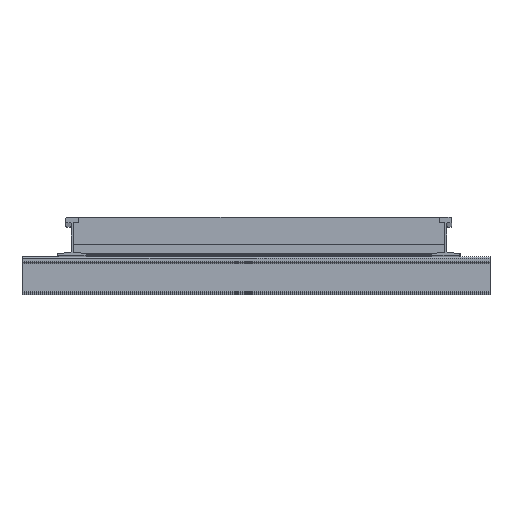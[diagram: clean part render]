
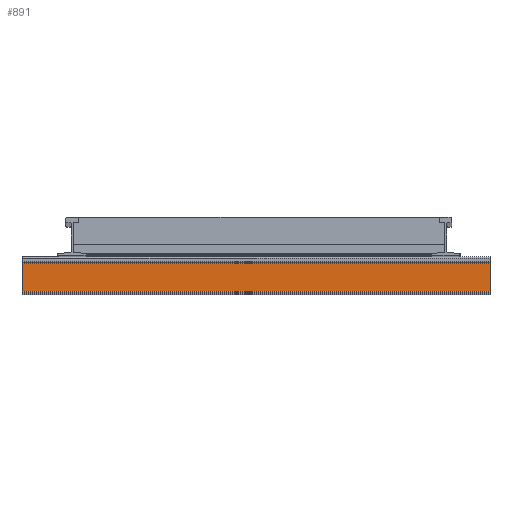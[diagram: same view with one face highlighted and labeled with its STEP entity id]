
A CAD part, top view. The second image highlights one B-rep face of the part: STEP entity #891.
In plain terms, the highlighted face is planar.
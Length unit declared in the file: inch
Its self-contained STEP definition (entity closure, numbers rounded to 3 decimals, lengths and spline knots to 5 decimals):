
#75 = DIRECTION ( 'NONE',  ( -1., 0., 0. ) ) ;
#108 = PLANE ( 'NONE',  #633 ) ;
#293 = ORIENTED_EDGE ( 'NONE', *, *, #3116, .F. ) ;
#372 = VECTOR ( 'NONE', #873, 39.37008 ) ;
#430 = CARTESIAN_POINT ( 'NONE',  ( -0.1875, 5.35, 0. ) ) ;
#486 = VERTEX_POINT ( 'NONE', #2275 ) ;
#633 = AXIS2_PLACEMENT_3D ( 'NONE', #3314, #75, #878 ) ;
#644 = EDGE_LOOP ( 'NONE', ( #2229, #1157, #293, #1271 ) ) ;
#695 = LINE ( 'NONE', #2568, #2710 ) ;
#742 = VERTEX_POINT ( 'NONE', #1364 ) ;
#785 = CARTESIAN_POINT ( 'NONE',  ( -0.1875, 5.35, 80. ) ) ;
#873 = DIRECTION ( 'NONE',  ( 0., -1., 0. ) ) ;
#878 = DIRECTION ( 'NONE',  ( 0., -1., 0. ) ) ;
#891 = ADVANCED_FACE ( 'NONE', ( #1161 ), #108, .T. ) ;
#1053 = EDGE_CURVE ( 'NONE', #742, #486, #1252, .T. ) ;
#1157 = ORIENTED_EDGE ( 'NONE', *, *, #3331, .F. ) ;
#1161 = FACE_OUTER_BOUND ( 'NONE', #644, .T. ) ;
#1237 = VECTOR ( 'NONE', #3198, 39.37008 ) ;
#1252 = LINE ( 'NONE', #1794, #2167 ) ;
#1271 = ORIENTED_EDGE ( 'NONE', *, *, #2494, .T. ) ;
#1364 = CARTESIAN_POINT ( 'NONE',  ( -0.1875, 0.62887, 0. ) ) ;
#1456 = VERTEX_POINT ( 'NONE', #430 ) ;
#1632 = LINE ( 'NONE', #2716, #372 ) ;
#1794 = CARTESIAN_POINT ( 'NONE',  ( -0.1875, 0.62887, 0. ) ) ;
#2120 = LINE ( 'NONE', #2942, #1237 ) ;
#2167 = VECTOR ( 'NONE', #2879, 39.37008 ) ;
#2229 = ORIENTED_EDGE ( 'NONE', *, *, #1053, .T. ) ;
#2240 = DIRECTION ( 'NONE',  ( 0., 0., 1. ) ) ;
#2275 = CARTESIAN_POINT ( 'NONE',  ( -0.1875, 0.62887, 80. ) ) ;
#2349 = VERTEX_POINT ( 'NONE', #785 ) ;
#2494 = EDGE_CURVE ( 'NONE', #1456, #742, #1632, .T. ) ;
#2568 = CARTESIAN_POINT ( 'NONE',  ( -0.1875, 5.35, 0. ) ) ;
#2710 = VECTOR ( 'NONE', #2240, 39.37008 ) ;
#2716 = CARTESIAN_POINT ( 'NONE',  ( -0.1875, 5.35, 0. ) ) ;
#2879 = DIRECTION ( 'NONE',  ( 0., 0., 1. ) ) ;
#2942 = CARTESIAN_POINT ( 'NONE',  ( -0.1875, 5.35, 80. ) ) ;
#3116 = EDGE_CURVE ( 'NONE', #1456, #2349, #695, .T. ) ;
#3198 = DIRECTION ( 'NONE',  ( 0., -1., 0. ) ) ;
#3314 = CARTESIAN_POINT ( 'NONE',  ( -0.1875, 5.35, 0. ) ) ;
#3331 = EDGE_CURVE ( 'NONE', #2349, #486, #2120, .T. ) ;
